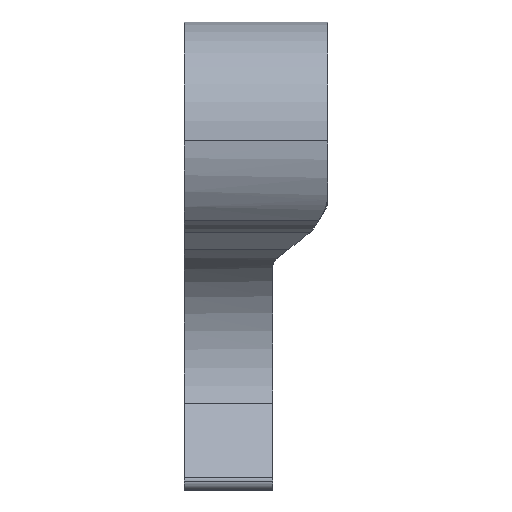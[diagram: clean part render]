
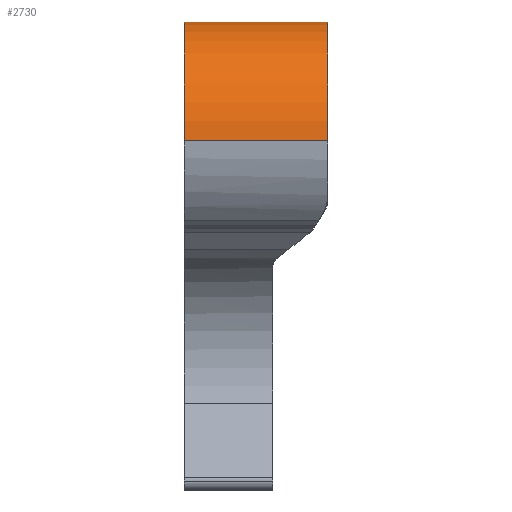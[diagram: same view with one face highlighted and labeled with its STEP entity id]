
A CAD part, top view. The second image highlights one B-rep face of the part: STEP entity #2730.
In plain terms, the highlighted cylindrical face has radius 34.29 mm (diameter 68.58 mm), a partial arc.
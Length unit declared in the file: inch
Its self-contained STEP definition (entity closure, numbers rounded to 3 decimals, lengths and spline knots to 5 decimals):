
#120 = EDGE_CURVE ( 'NONE', #2873, #982, #1123, .T. ) ;
#767 = CYLINDRICAL_SURFACE ( 'NONE', #3640, 1.35 ) ;
#793 = VERTEX_POINT ( 'NONE', #1914 ) ;
#843 = DIRECTION ( 'NONE',  ( -1., 0., 0. ) ) ;
#936 = CARTESIAN_POINT ( 'NONE',  ( 0., 2.4225, 7.06801 ) ) ;
#948 = DIRECTION ( 'NONE',  ( -1., 0., 0. ) ) ;
#982 = VERTEX_POINT ( 'NONE', #936 ) ;
#1006 = EDGE_CURVE ( 'NONE', #793, #2130, #2777, .T. ) ;
#1123 = CIRCLE ( 'NONE', #4105, 1.35 ) ;
#1183 = CARTESIAN_POINT ( 'NONE',  ( 0., 2.4225, 5.71801 ) ) ;
#1194 = EDGE_LOOP ( 'NONE', ( #2524, #2466, #2657, #2349 ) ) ;
#1240 = VECTOR ( 'NONE', #2721, 39.37008 ) ;
#1729 = EDGE_CURVE ( 'NONE', #793, #2873, #2648, .T. ) ;
#1767 = CARTESIAN_POINT ( 'NONE',  ( 0., 3.55067, 4.97657 ) ) ;
#1814 = DIRECTION ( 'NONE',  ( 1., 0., 0. ) ) ;
#1914 = CARTESIAN_POINT ( 'NONE',  ( 1.625, 3.55067, 4.97657 ) ) ;
#1973 = CARTESIAN_POINT ( 'NONE',  ( 1., 2.4225, 7.06801 ) ) ;
#2130 = VERTEX_POINT ( 'NONE', #3786 ) ;
#2135 = CARTESIAN_POINT ( 'NONE',  ( 1., 2.4225, 5.71801 ) ) ;
#2349 = ORIENTED_EDGE ( 'NONE', *, *, #120, .T. ) ;
#2466 = ORIENTED_EDGE ( 'NONE', *, *, #1006, .F. ) ;
#2524 = ORIENTED_EDGE ( 'NONE', *, *, #3476, .F. ) ;
#2648 = LINE ( 'NONE', #3679, #2785 ) ;
#2657 = ORIENTED_EDGE ( 'NONE', *, *, #1729, .T. ) ;
#2697 = LINE ( 'NONE', #1973, #1240 ) ;
#2721 = DIRECTION ( 'NONE',  ( -1., 0., 0. ) ) ;
#2730 = ADVANCED_FACE ( 'NONE', ( #3907 ), #767, .T. ) ;
#2777 = CIRCLE ( 'NONE', #3417, 1.35 ) ;
#2785 = VECTOR ( 'NONE', #948, 39.37008 ) ;
#2813 = DIRECTION ( 'NONE',  ( 0., 0., 1. ) ) ;
#2873 = VERTEX_POINT ( 'NONE', #1767 ) ;
#3417 = AXIS2_PLACEMENT_3D ( 'NONE', #3723, #3455, #4341 ) ;
#3455 = DIRECTION ( 'NONE',  ( 1., 0., 0. ) ) ;
#3476 = EDGE_CURVE ( 'NONE', #2130, #982, #2697, .T. ) ;
#3499 = DIRECTION ( 'NONE',  ( 0., 0., 1. ) ) ;
#3640 = AXIS2_PLACEMENT_3D ( 'NONE', #2135, #843, #3499 ) ;
#3679 = CARTESIAN_POINT ( 'NONE',  ( 1., 3.55067, 4.97657 ) ) ;
#3723 = CARTESIAN_POINT ( 'NONE',  ( 1.625, 2.4225, 5.71801 ) ) ;
#3786 = CARTESIAN_POINT ( 'NONE',  ( 1.625, 2.4225, 7.06801 ) ) ;
#3907 = FACE_OUTER_BOUND ( 'NONE', #1194, .T. ) ;
#4105 = AXIS2_PLACEMENT_3D ( 'NONE', #1183, #1814, #2813 ) ;
#4341 = DIRECTION ( 'NONE',  ( 0., 0., -1. ) ) ;
